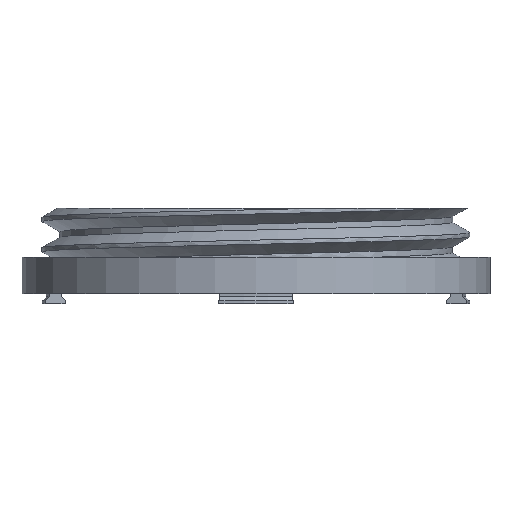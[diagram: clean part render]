
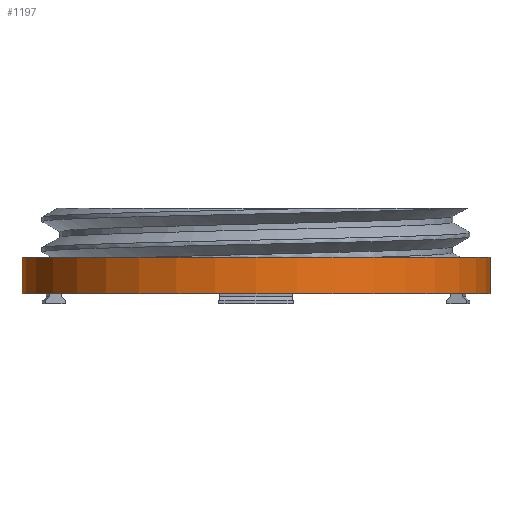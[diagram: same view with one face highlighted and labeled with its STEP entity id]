
A CAD part, front view. The second image highlights one B-rep face of the part: STEP entity #1197.
In plain terms, the highlighted cylindrical face has radius 46.25 mm (diameter 92.5 mm), a full revolution.
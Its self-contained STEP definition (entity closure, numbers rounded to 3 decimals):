
#116=FACE_OUTER_BOUND('',#191,.T.);
#191=EDGE_LOOP('',(#1086,#1087,#1088,#1089));
#232=CIRCLE('',#1295,46.25);
#267=CIRCLE('',#1349,46.25);
#367=LINE('',#3120,#453);
#453=VECTOR('',#1715,46.25);
#534=VERTEX_POINT('',#3011);
#569=VERTEX_POINT('',#3117);
#690=EDGE_CURVE('',#534,#534,#232,.T.);
#742=EDGE_CURVE('',#569,#569,#267,.T.);
#743=EDGE_CURVE('',#534,#569,#367,.T.);
#1086=ORIENTED_EDGE('',*,*,#690,.F.);
#1087=ORIENTED_EDGE('',*,*,#743,.T.);
#1088=ORIENTED_EDGE('',*,*,#742,.T.);
#1089=ORIENTED_EDGE('',*,*,#743,.F.);
#1131=CYLINDRICAL_SURFACE('',#1350,46.25);
#1197=ADVANCED_FACE('',(#116),#1131,.T.);
#1295=AXIS2_PLACEMENT_3D('',#3012,#1586,#1587);
#1349=AXIS2_PLACEMENT_3D('',#3118,#1711,#1712);
#1350=AXIS2_PLACEMENT_3D('',#3119,#1713,#1714);
#1586=DIRECTION('center_axis',(0.,0.,1.));
#1587=DIRECTION('ref_axis',(1.,0.,0.));
#1711=DIRECTION('center_axis',(0.,0.,1.));
#1712=DIRECTION('ref_axis',(1.,0.,0.));
#1713=DIRECTION('center_axis',(0.,0.,1.));
#1714=DIRECTION('ref_axis',(1.,0.,0.));
#1715=DIRECTION('',(0.,0.,-1.));
#3011=CARTESIAN_POINT('',(-46.25,0.,7.2));
#3012=CARTESIAN_POINT('Origin',(0.,0.,7.2));
#3117=CARTESIAN_POINT('',(-46.25,0.,0.));
#3118=CARTESIAN_POINT('Origin',(0.,0.,0.));
#3119=CARTESIAN_POINT('Origin',(0.,0.,0.));
#3120=CARTESIAN_POINT('',(-46.25,0.,0.));
